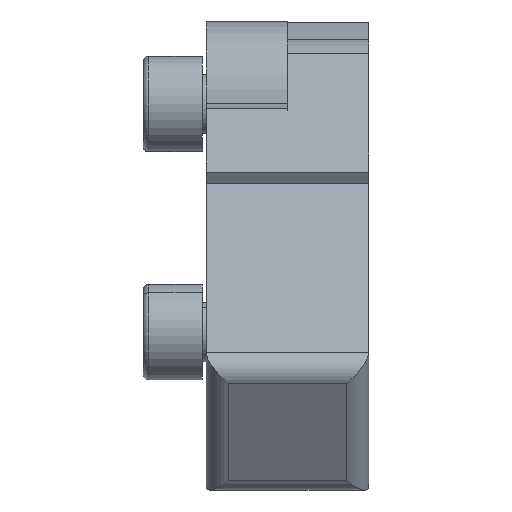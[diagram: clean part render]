
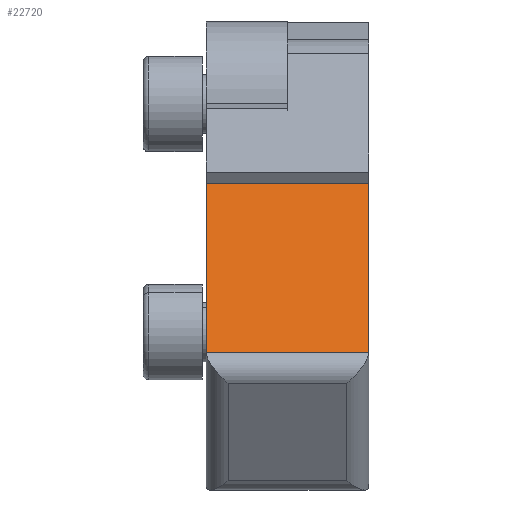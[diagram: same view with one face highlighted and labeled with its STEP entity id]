
A CAD part, top view. The second image highlights one B-rep face of the part: STEP entity #22720.
In plain terms, the highlighted face is planar.
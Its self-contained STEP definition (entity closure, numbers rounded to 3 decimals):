
#22330=CARTESIAN_POINT('',(38.318,11.,-10.2));
#22340=DIRECTION('',(-0.,1.,0.));
#22350=DIRECTION('',(1.,0.,0.));
#22360=AXIS2_PLACEMENT_3D('',#22330,#22340,#22350);
#22370=PLANE('',#22360);
#22380=CARTESIAN_POINT('',(0.,11.,11.));
#22390=DIRECTION('',(-1.,0.,0.));
#22400=VECTOR('',#22390,1.);
#22410=LINE('',#22380,#22400);
#22420=CARTESIAN_POINT('',(40.6,11.,11.));
#22430=VERTEX_POINT('',#22420);
#22440=CARTESIAN_POINT('',(0.6,11.,11.));
#22450=VERTEX_POINT('',#22440);
#22460=EDGE_CURVE('',#22430,#22450,#22410,.T.);
#22470=ORIENTED_EDGE('',*,*,#22460,.F.);
#22480=CARTESIAN_POINT('',(0.6,11.,0.));
#22490=DIRECTION('',(0.,0.,-1.));
#22500=VECTOR('',#22490,1.);
#22510=LINE('',#22480,#22500);
#22520=CARTESIAN_POINT('',(0.6,11.,-11.));
#22530=VERTEX_POINT('',#22520);
#22540=EDGE_CURVE('',#22450,#22530,#22510,.T.);
#22550=ORIENTED_EDGE('',*,*,#22540,.F.);
#22560=CARTESIAN_POINT('',(0.,11.,-11.));
#22570=DIRECTION('',(1.,0.,0.));
#22580=VECTOR('',#22570,1.);
#22590=LINE('',#22560,#22580);
#22600=CARTESIAN_POINT('',(40.6,11.,-11.));
#22610=VERTEX_POINT('',#22600);
#22620=EDGE_CURVE('',#22530,#22610,#22590,.T.);
#22630=ORIENTED_EDGE('',*,*,#22620,.F.);
#22640=CARTESIAN_POINT('',(40.6,11.,0.));
#22650=DIRECTION('',(0.,0.,-1.));
#22660=VECTOR('',#22650,1.);
#22670=LINE('',#22640,#22660);
#22680=EDGE_CURVE('',#22430,#22610,#22670,.T.);
#22690=ORIENTED_EDGE('',*,*,#22680,.T.);
#22700=EDGE_LOOP('',(#22690,#22630,#22550,#22470));
#22710=FACE_OUTER_BOUND('',#22700,.T.);
#22720=ADVANCED_FACE('',(#22710),#22370,.T.);
